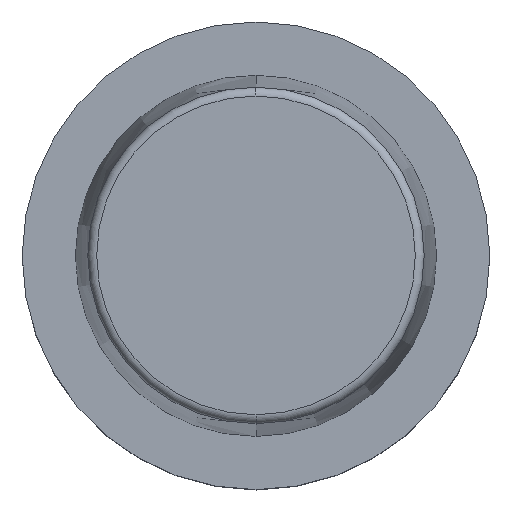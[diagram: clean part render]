
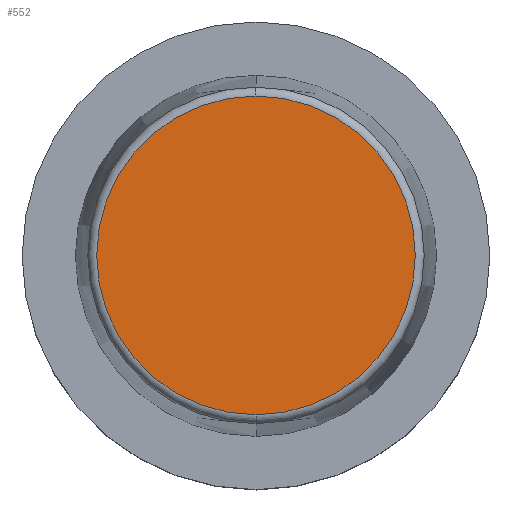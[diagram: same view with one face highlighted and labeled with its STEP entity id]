
A CAD part, top view. The second image highlights one B-rep face of the part: STEP entity #552.
In plain terms, the highlighted planar face has unit normal (0, 0, 1).
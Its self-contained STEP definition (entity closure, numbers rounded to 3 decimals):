
#212=EDGE_CURVE('',#480,#470,#604,.T.);
#304=EDGE_CURVE('',#470,#480,#717,.T.);
#470=VERTEX_POINT('',#898);
#480=VERTEX_POINT('',#909);
#552=ADVANCED_FACE('',(#991),#992,.T.);
#604=CIRCLE('',#1038,21.462);
#717=CIRCLE('',#1178,21.462);
#898=CARTESIAN_POINT('',(0.,-21.462,32.0));
#909=CARTESIAN_POINT('',(0.0,21.462,32.0));
#991=FACE_OUTER_BOUND('',#1534,.T.);
#992=PLANE('',#1535);
#1038=AXIS2_PLACEMENT_3D('',#1585,#1586,#1587);
#1178=AXIS2_PLACEMENT_3D('',#1782,#1783,#1784);
#1534=EDGE_LOOP('',(#2112,#2113));
#1535=AXIS2_PLACEMENT_3D('',#2114,#2115,#2116);
#1585=CARTESIAN_POINT('',(0.0,0.0,32.0));
#1586=DIRECTION('',(0.0,0.0,-1.0));
#1587=DIRECTION('',(0.0,1.0,0.0));
#1782=CARTESIAN_POINT('',(0.0,0.0,32.0));
#1783=DIRECTION('',(0.0,0.0,-1.0));
#1784=DIRECTION('',(0.0,1.0,0.0));
#2112=ORIENTED_EDGE('',*,*,#212,.F.);
#2113=ORIENTED_EDGE('',*,*,#304,.F.);
#2114=CARTESIAN_POINT('',(0.0,10.731,32.0));
#2115=DIRECTION('',(-0.0,0.0,1.0));
#2116=DIRECTION('',(0.0,-1.0,0.0));
